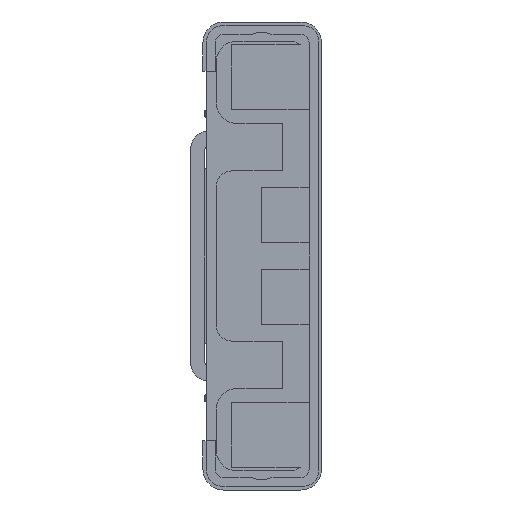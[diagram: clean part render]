
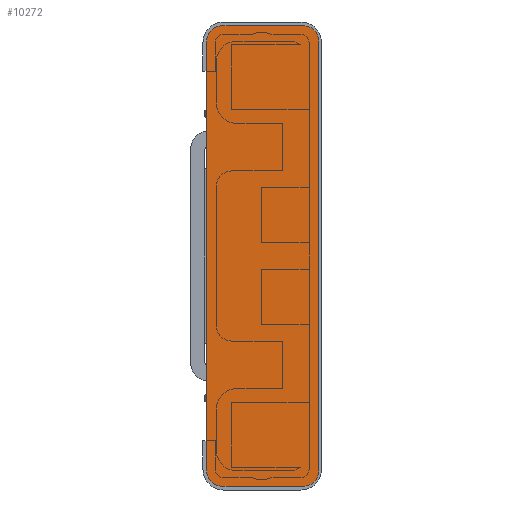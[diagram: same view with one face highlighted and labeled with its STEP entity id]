
A CAD part, front view. The second image highlights one B-rep face of the part: STEP entity #10272.
In plain terms, the highlighted planar face has unit normal (0, -1, 0).
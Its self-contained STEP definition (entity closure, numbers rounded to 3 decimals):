
#8220=CARTESIAN_POINT('',(20.825,0.,3.95));
#8221=DIRECTION('',(0.,-1.,0.));
#8222=DIRECTION('',(1.,0.,0.));
#8223=AXIS2_PLACEMENT_3D('',#8220,#8221,#8222);
#8225=DIRECTION('',(0.,0.,-1.));
#8226=VECTOR('',#8225,7.9);
#8227=CARTESIAN_POINT('',(22.325,0.,3.95));
#8228=LINE('',#8227,#8226);
#8229=CARTESIAN_POINT('',(20.825,0.,-3.95));
#8230=DIRECTION('',(0.,-1.,0.));
#8231=DIRECTION('',(0.,0.,-1.));
#8232=AXIS2_PLACEMENT_3D('',#8229,#8230,#8231);
#8234=DIRECTION('',(-1.,0.,0.));
#8235=VECTOR('',#8234,41.65);
#8236=CARTESIAN_POINT('',(20.825,0.,-5.45));
#8237=LINE('',#8236,#8235);
#8238=CARTESIAN_POINT('',(-20.825,0.,-3.95));
#8239=DIRECTION('',(0.,-1.,0.));
#8240=DIRECTION('',(-1.,0.,0.));
#8241=AXIS2_PLACEMENT_3D('',#8238,#8239,#8240);
#8243=DIRECTION('',(0.,0.,1.));
#8244=VECTOR('',#8243,7.9);
#8245=CARTESIAN_POINT('',(-22.325,0.,-3.95));
#8246=LINE('',#8245,#8244);
#8247=CARTESIAN_POINT('',(-20.825,0.,3.95));
#8248=DIRECTION('',(0.,-1.,0.));
#8249=DIRECTION('',(0.,0.,1.));
#8250=AXIS2_PLACEMENT_3D('',#8247,#8248,#8249);
#8252=DIRECTION('',(1.,0.,0.));
#8253=VECTOR('',#8252,41.65);
#8254=CARTESIAN_POINT('',(-20.825,0.,5.45));
#8255=LINE('',#8254,#8253);
#10103=CARTESIAN_POINT('',(22.325,0.,3.95));
#10104=CARTESIAN_POINT('',(20.825,0.,5.45));
#10105=VERTEX_POINT('',#10103);
#10106=VERTEX_POINT('',#10104);
#10111=CARTESIAN_POINT('',(20.825,0.,-5.45));
#10112=CARTESIAN_POINT('',(22.325,0.,-3.95));
#10113=VERTEX_POINT('',#10111);
#10114=VERTEX_POINT('',#10112);
#10119=CARTESIAN_POINT('',(-20.825,0.,5.45));
#10120=CARTESIAN_POINT('',(-22.325,0.,3.95));
#10121=VERTEX_POINT('',#10119);
#10122=VERTEX_POINT('',#10120);
#10127=CARTESIAN_POINT('',(-22.325,0.,-3.95));
#10128=CARTESIAN_POINT('',(-20.825,0.,-5.45));
#10129=VERTEX_POINT('',#10127);
#10130=VERTEX_POINT('',#10128);
#10249=CARTESIAN_POINT('',(0.,0.,0.));
#10250=DIRECTION('',(0.,1.,0.));
#10251=DIRECTION('',(1.,0.,0.));
#10252=AXIS2_PLACEMENT_3D('',#10249,#10250,#10251);
#10253=PLANE('',#10252);
#10255=ORIENTED_EDGE('',*,*,#10254,.F.);
#10257=ORIENTED_EDGE('',*,*,#10256,.T.);
#10259=ORIENTED_EDGE('',*,*,#10258,.F.);
#10261=ORIENTED_EDGE('',*,*,#10260,.T.);
#10263=ORIENTED_EDGE('',*,*,#10262,.F.);
#10265=ORIENTED_EDGE('',*,*,#10264,.T.);
#10267=ORIENTED_EDGE('',*,*,#10266,.F.);
#10269=ORIENTED_EDGE('',*,*,#10268,.T.);
#10270=EDGE_LOOP('',(#10255,#10257,#10259,#10261,#10263,#10265,#10267,#10269));
#10271=FACE_OUTER_BOUND('',#10270,.F.);
#10272=ADVANCED_FACE('',(#10271),#10253,.F.);
#8224=CIRCLE('',#8223,1.5);
#8233=CIRCLE('',#8232,1.5);
#8242=CIRCLE('',#8241,1.5);
#8251=CIRCLE('',#8250,1.5);
#10254=EDGE_CURVE('',#10105,#10106,#8224,.T.);
#10256=EDGE_CURVE('',#10105,#10114,#8228,.T.);
#10258=EDGE_CURVE('',#10113,#10114,#8233,.T.);
#10260=EDGE_CURVE('',#10113,#10130,#8237,.T.);
#10262=EDGE_CURVE('',#10129,#10130,#8242,.T.);
#10264=EDGE_CURVE('',#10129,#10122,#8246,.T.);
#10266=EDGE_CURVE('',#10121,#10122,#8251,.T.);
#10268=EDGE_CURVE('',#10121,#10106,#8255,.T.);
